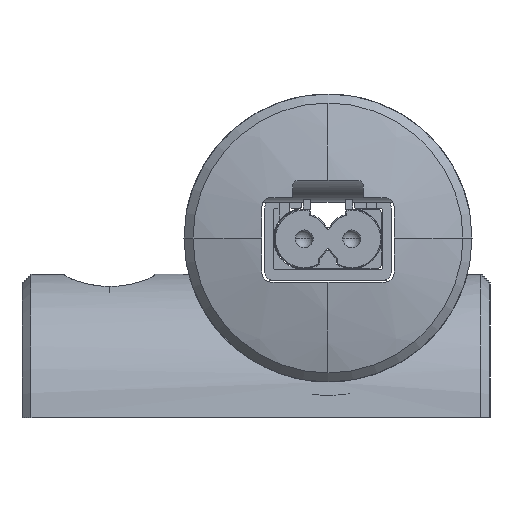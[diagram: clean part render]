
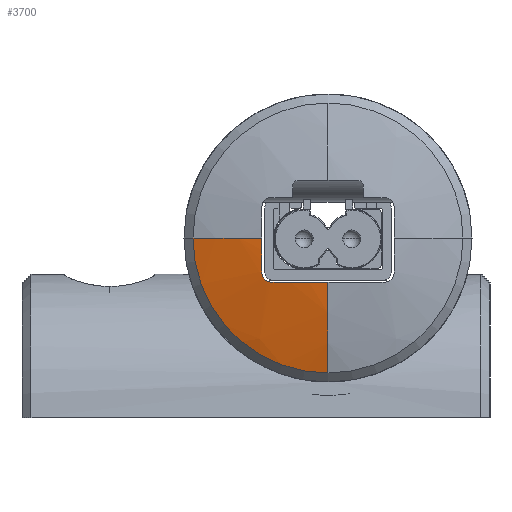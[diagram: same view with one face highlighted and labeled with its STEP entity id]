
A CAD part, left-side view. The second image highlights one B-rep face of the part: STEP entity #3700.
In plain terms, the highlighted spherical face has radius 50 mm.
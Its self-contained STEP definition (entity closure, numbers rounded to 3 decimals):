
#3100=SPHERICAL_SURFACE('',#13317,50.);
#3158=B_SPLINE_CURVE_WITH_KNOTS('',3,(#17941,#17942,#17943,#17944),
 .UNSPECIFIED.,.F.,.F.,(4,4),(0.,1.),.UNSPECIFIED.);
#3700=ADVANCED_FACE('NONE',(#4260),#3100,.T.);
#4260=FACE_OUTER_BOUND('',#4710,.T.);
#4710=EDGE_LOOP('',(#7643,#7644,#7645,#7646,#7647,#7648));
#7643=ORIENTED_EDGE('',*,*,#11368,.F.);
#7644=ORIENTED_EDGE('',*,*,#11369,.T.);
#7645=ORIENTED_EDGE('',*,*,#11370,.T.);
#7646=ORIENTED_EDGE('',*,*,#11371,.T.);
#7647=ORIENTED_EDGE('',*,*,#11372,.T.);
#7648=ORIENTED_EDGE('',*,*,#11367,.T.);
#10037=VERTEX_POINT('',#17930);
#10039=VERTEX_POINT('',#17934);
#10040=VERTEX_POINT('',#17938);
#10041=VERTEX_POINT('',#17940);
#10042=VERTEX_POINT('',#17945);
#10043=VERTEX_POINT('',#17947);
#11367=EDGE_CURVE('NONE',#10037,#10039,#12767,.T.);
#11368=EDGE_CURVE('NONE',#10040,#10039,#12768,.T.);
#11369=EDGE_CURVE('NONE',#10040,#10041,#12769,.T.);
#11370=EDGE_CURVE('NONE',#10041,#10042,#3158,.T.);
#11371=EDGE_CURVE('NONE',#10042,#10043,#12770,.T.);
#11372=EDGE_CURVE('NONE',#10043,#10037,#12771,.T.);
#12767=CIRCLE('',#13311,15.);
#12768=CIRCLE('',#13313,50.);
#12769=CIRCLE('',#13314,49.759);
#12770=CIRCLE('',#13315,49.457);
#12771=CIRCLE('',#13316,50.);
#13311=AXIS2_PLACEMENT_3D('',#17935,#14668,#14669);
#13313=AXIS2_PLACEMENT_3D('',#17937,#14672,#14673);
#13314=AXIS2_PLACEMENT_3D('',#17939,#14674,#14675);
#13315=AXIS2_PLACEMENT_3D('',#17946,#14676,#14677);
#13316=AXIS2_PLACEMENT_3D('',#17948,#14678,#14679);
#13317=AXIS2_PLACEMENT_3D('',#17949,#14680,#14681);
#14668=DIRECTION('',(-1.,0.,0.));
#14669=DIRECTION('',(0.,-1.,0.));
#14672=DIRECTION('',(0.,-1.,0.));
#14673=DIRECTION('',(0.,0.,1.));
#14674=DIRECTION('',(0.,0.,-1.));
#14675=DIRECTION('',(0.,1.,0.));
#14676=DIRECTION('',(0.,1.,0.));
#14677=DIRECTION('',(1.,0.,0.));
#14678=DIRECTION('',(0.,0.,-1.));
#14679=DIRECTION('',(1.,0.,0.));
#14680=DIRECTION('',(0.,-1.,0.));
#14681=DIRECTION('',(0.,0.,1.));
#17930=CARTESIAN_POINT('',(2.1,33.,20.));
#17934=CARTESIAN_POINT('',(2.1,18.,5.));
#17935=CARTESIAN_POINT('',(2.1,18.,20.));
#17937=CARTESIAN_POINT('',(49.797,18.,20.));
#17938=CARTESIAN_POINT('',(0.038,18.,15.1));
#17939=CARTESIAN_POINT('',(49.797,18.,15.1));
#17940=CARTESIAN_POINT('',(0.444,24.35,15.1));
#17941=CARTESIAN_POINT('',(0.444,24.35,15.1));
#17942=CARTESIAN_POINT('',(0.512,24.879,15.1));
#17943=CARTESIAN_POINT('',(0.536,25.35,15.568));
#17944=CARTESIAN_POINT('',(0.494,25.35,16.1));
#17945=CARTESIAN_POINT('',(0.494,25.35,16.1));
#17946=CARTESIAN_POINT('',(49.797,25.35,20.));
#17947=CARTESIAN_POINT('',(0.34,25.35,20.));
#17948=CARTESIAN_POINT('',(49.797,18.,20.));
#17949=CARTESIAN_POINT('',(49.797,18.,20.));
